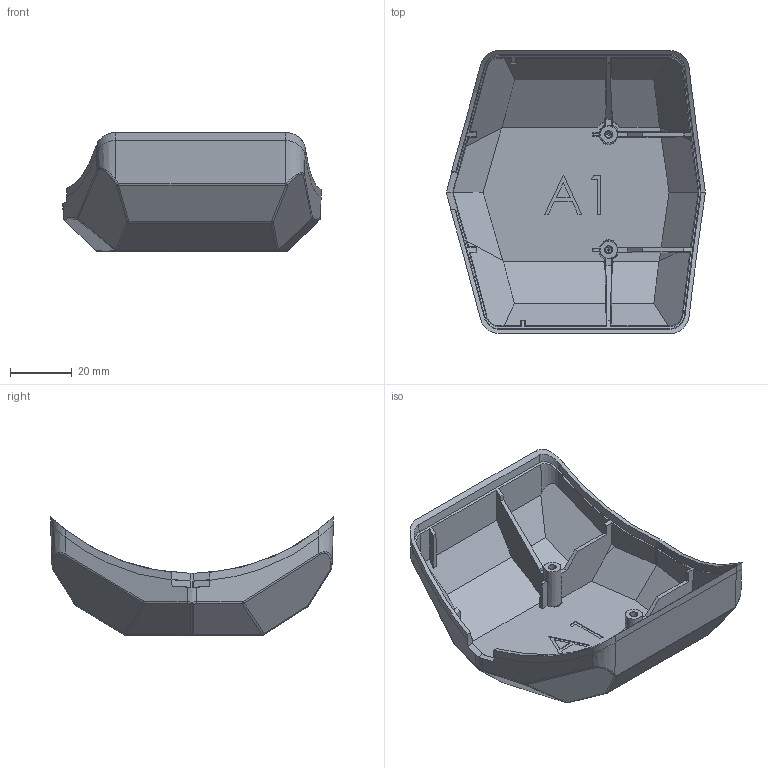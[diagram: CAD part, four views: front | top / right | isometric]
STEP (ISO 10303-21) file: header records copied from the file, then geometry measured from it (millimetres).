
FILE_DESCRIPTION (( 'STEP AP214' ), '1' );
FILE_NAME ('Shoulder_cover.STEP', '2017-08-15T08:14:58', ( '' ), ( '' ), 'SwSTEP 2.0', 'SolidWorks 2016', '' );
FILE_SCHEMA (( 'AUTOMOTIVE_DESIGN' ));
Length unit declared in the file: millimetre
Products named in the file (1): Shoulder_cover
Bounding box: 83.83 x 91.83 x 38.56 mm (x, y, z)
Volume: 26353.7 mm3; surface area: 27650.9 mm2
Topology: 1 solids, 1 shells, 298 faces, 787 edges, 496 vertices
Faces by surface type: plane 135, bspline 76, cylinder 57, cone 26, sphere 4
Entity records: 14390 total; most frequent: CARTESIAN_POINT 6134, ORIENTED_EDGE 1574, DIRECTION 1091, EDGE_CURVE 787, VERTEX_POINT 496, VECTOR 407, LINE 407, AXIS2_PLACEMENT_3D 342
